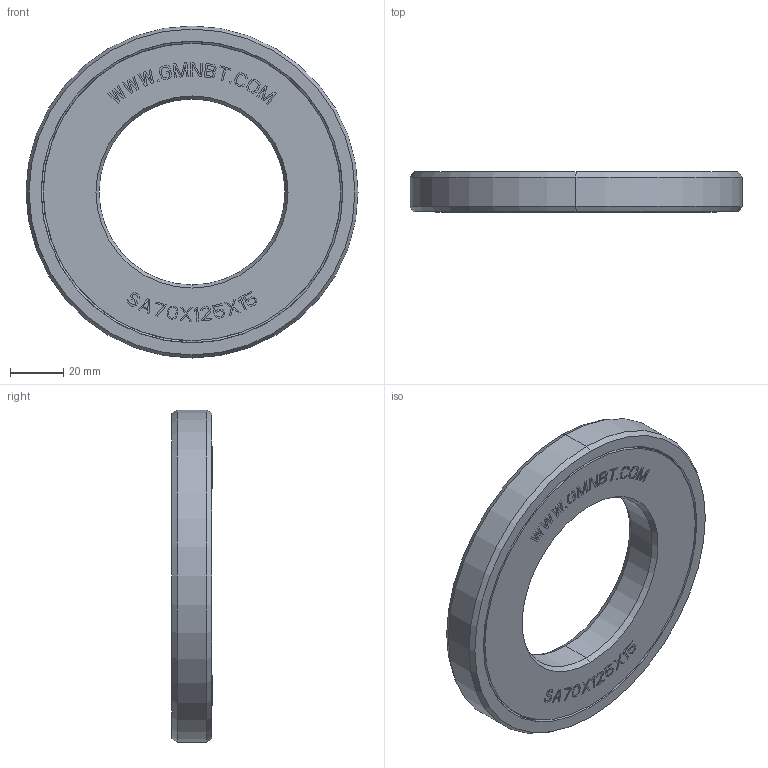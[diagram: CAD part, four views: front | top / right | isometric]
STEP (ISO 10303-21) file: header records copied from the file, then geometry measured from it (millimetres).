
FILE_DESCRIPTION((''),'2;1');
FILE_NAME('SA70X125X15_PRT','2014-11-17T',('sales 4'),(''),'PRO/ENGINEER BY PARAMETRIC TECHNOLOGY CORPORATION, 2013150','PRO/ENGINEER BY PARAMETRIC TECHNOLOGY CORPORATION, 2013150','');
FILE_SCHEMA(('AUTOMOTIVE_DESIGN { 1 0 10303 214 1 1 1 1 }'));
Length unit declared in the file: millimetre
Products named in the file (1): SA70X125X15_PRT
Bounding box: 125 x 15.07 x 125 mm (x, y, z)
Volume: 120829.7 mm3; surface area: 42967.3 mm2
Topology: 2 solids, 2 shells, 639 faces, 1760 edges, 1154 vertices
Faces by surface type: plane 554, cone 38, torus 34, cylinder 13
Entity records: 26441 total; most frequent: CARTESIAN_POINT 3877, ORIENTED_EDGE 3520, DIRECTION 3093, PRESENTATION_STYLE_ASSIGNMENT 1857, STYLED_ITEM 1762, CURVE_STYLE 1760, EDGE_CURVE 1760, VECTOR 1591
